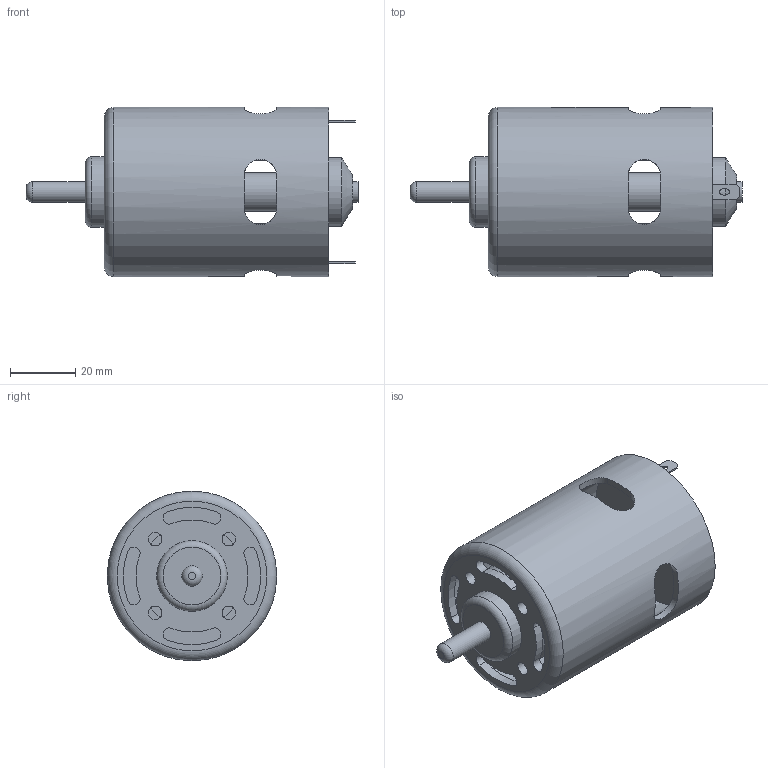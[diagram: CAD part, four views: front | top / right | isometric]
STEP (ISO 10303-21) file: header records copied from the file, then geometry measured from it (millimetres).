
FILE_DESCRIPTION(/* description */ ('Unknown'),/* implementation_level */ '2;1');
FILE_NAME(/* name */ 'Transmotec-CAD-987',/* time_stamp */ '2023-09-01T14:59:28+02:00',/* author */ ('Unknown'),/* organization */ ('Unknown'),/* preprocessor_version */ 'ST-DEVELOPER v18.1',/* originating_system */ 'Solid Edge',/* authorisation */ 'Unknown');
FILE_SCHEMA (('AUTOMOTIVE_DESIGN {1 0 10303 214 3 1 1}'));
Length unit declared in the file: millimetre
Products named in the file (1): Transmotec-CAD-987
Bounding box: 102 x 52 x 52 mm (x, y, z)
Volume: 64023.1 mm3; surface area: 33191.2 mm2
Topology: 1 solids, 1 shells, 85 faces, 239 edges, 159 vertices
Faces by surface type: plane 43, cylinder 36, torus 3, bspline 2, cone 1
Full cylindrical faces by diameter (mm): 4.134 x4, 6.35 x2, 12 x1, 21 x1, 21.7 x1, 32 x1, 48 x1, 52 x1
Entity records: 2778 total; most frequent: CARTESIAN_POINT 610, DIRECTION 450, ORIENTED_EDGE 414, EDGE_CURVE 207, AXIS2_PLACEMENT_3D 183, VERTEX_POINT 147, EDGE_LOOP 136, FACE_BOUND 136
